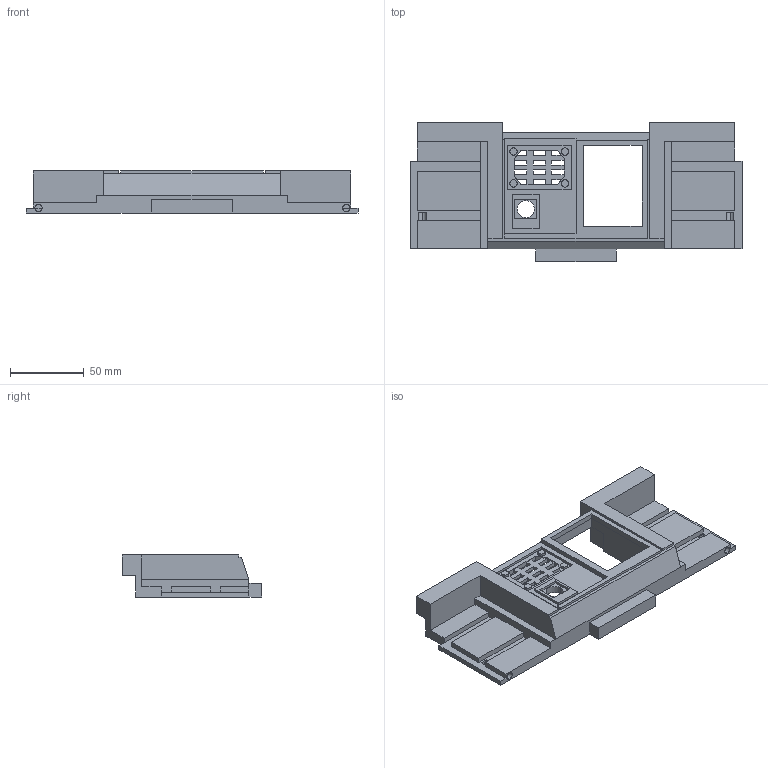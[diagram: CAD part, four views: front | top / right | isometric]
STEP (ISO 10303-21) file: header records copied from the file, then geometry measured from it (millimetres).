
FILE_DESCRIPTION (( 'STEP AP214' ), '1' );
FILE_NAME ('body-front-top.STEP', '2024-04-27T08:11:46', ( '' ), ( '' ), 'SwSTEP 2.0', 'SolidWorks 2023', '' );
FILE_SCHEMA (( 'AUTOMOTIVE_DESIGN' ));
Length unit declared in the file: millimetre
Products named in the file (1): body-front-top
Bounding box: 225.83 x 95 x 28.67 mm (x, y, z)
Volume: 187128.6 mm3; surface area: 61728.8 mm2
Topology: 2 solids, 2 shells, 161 faces, 478 edges, 317 vertices
Faces by surface type: plane 147, cylinder 14
Entity records: 5400 total; most frequent: CARTESIAN_POINT 957, ORIENTED_EDGE 956, DIRECTION 834, EDGE_CURVE 478, VECTOR 446, LINE 446, VERTEX_POINT 317, AXIS2_PLACEMENT_3D 194
